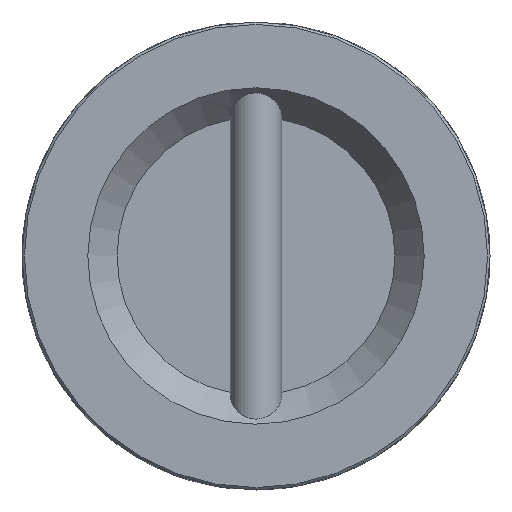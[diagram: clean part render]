
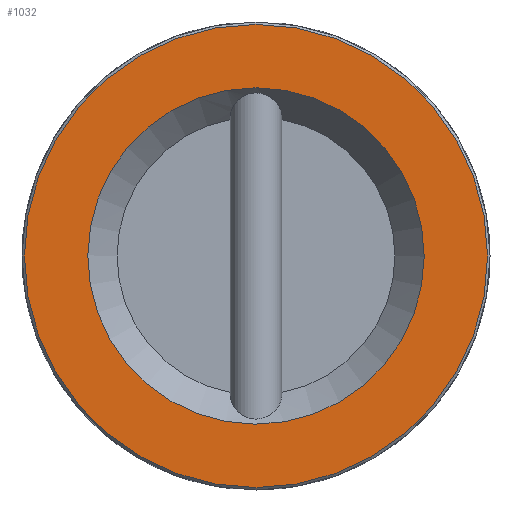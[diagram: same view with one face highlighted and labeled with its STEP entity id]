
A CAD part, front view. The second image highlights one B-rep face of the part: STEP entity #1032.
In plain terms, the highlighted planar face has unit normal (0, -1, 0).
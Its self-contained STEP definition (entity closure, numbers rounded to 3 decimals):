
#5 = ORIENTED_EDGE ( 'NONE', *, *, #1564, .T. ) ;
#83 = VERTEX_POINT ( 'NONE', #1391 ) ;
#103 = PLANE ( 'NONE',  #554 ) ;
#238 = CARTESIAN_POINT ( 'NONE',  ( 0., 0., 95. ) ) ;
#378 = CARTESIAN_POINT ( 'NONE',  ( 0., 0., 0. ) ) ;
#446 = AXIS2_PLACEMENT_3D ( 'NONE', #1166, #1812, #1258 ) ;
#553 = CARTESIAN_POINT ( 'NONE',  ( 69., 0., 0. ) ) ;
#554 = AXIS2_PLACEMENT_3D ( 'NONE', #553, #1890, #1051 ) ;
#563 = EDGE_LOOP ( 'NONE', ( #5 ) ) ;
#718 = DIRECTION ( 'NONE',  ( 0., -1., 0. ) ) ;
#838 = AXIS2_PLACEMENT_3D ( 'NONE', #378, #718, #2037 ) ;
#1023 = CIRCLE ( 'NONE', #446, 69. ) ;
#1032 = ADVANCED_FACE ( 'NONE', ( #1549, #1083 ), #103, .F. ) ;
#1051 = DIRECTION ( 'NONE',  ( 0., 0., 1. ) ) ;
#1083 = FACE_BOUND ( 'NONE', #1517, .T. ) ;
#1166 = CARTESIAN_POINT ( 'NONE',  ( 0., 0., 0. ) ) ;
#1258 = DIRECTION ( 'NONE',  ( 0., 0., 1. ) ) ;
#1391 = CARTESIAN_POINT ( 'NONE',  ( 0., 0., 69. ) ) ;
#1517 = EDGE_LOOP ( 'NONE', ( #1650 ) ) ;
#1549 = FACE_OUTER_BOUND ( 'NONE', #563, .T. ) ;
#1564 = EDGE_CURVE ( 'NONE', #1666, #1666, #1930, .T. ) ;
#1650 = ORIENTED_EDGE ( 'NONE', *, *, #1961, .T. ) ;
#1666 = VERTEX_POINT ( 'NONE', #238 ) ;
#1812 = DIRECTION ( 'NONE',  ( 0., 1., 0. ) ) ;
#1890 = DIRECTION ( 'NONE',  ( 0., 1., 0. ) ) ;
#1930 = CIRCLE ( 'NONE', #838, 95. ) ;
#1961 = EDGE_CURVE ( 'NONE', #83, #83, #1023, .T. ) ;
#2037 = DIRECTION ( 'NONE',  ( 0., 0., 1. ) ) ;
